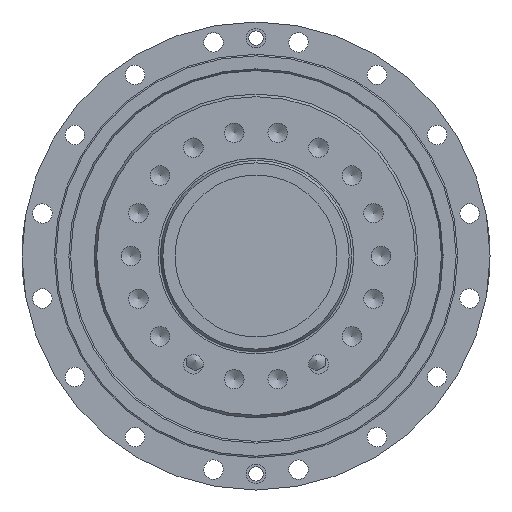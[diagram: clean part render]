
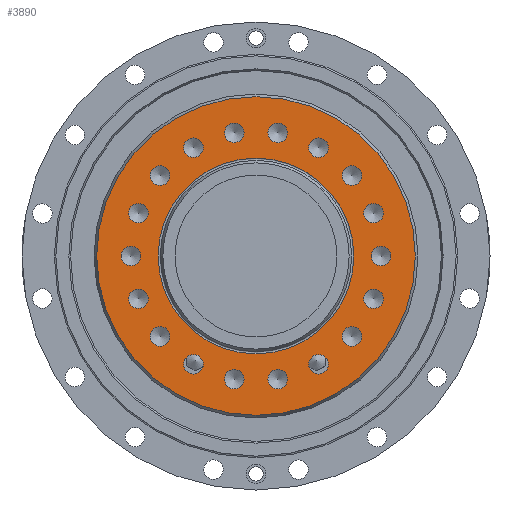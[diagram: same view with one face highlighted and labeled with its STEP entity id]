
A CAD part, left-side view. The second image highlights one B-rep face of the part: STEP entity #3890.
In plain terms, the highlighted planar face has unit normal (-1, 0, 0).
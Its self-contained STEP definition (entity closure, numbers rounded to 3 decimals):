
#81=FACE_BOUND('',#736,.T.);
#82=FACE_BOUND('',#737,.T.);
#83=FACE_BOUND('',#738,.T.);
#84=FACE_BOUND('',#739,.T.);
#85=FACE_BOUND('',#740,.T.);
#86=FACE_BOUND('',#741,.T.);
#87=FACE_BOUND('',#742,.T.);
#88=FACE_BOUND('',#743,.T.);
#89=FACE_BOUND('',#744,.T.);
#90=FACE_BOUND('',#745,.T.);
#91=FACE_BOUND('',#746,.T.);
#92=FACE_BOUND('',#747,.T.);
#93=FACE_BOUND('',#748,.T.);
#94=FACE_BOUND('',#749,.T.);
#95=FACE_BOUND('',#750,.T.);
#96=FACE_BOUND('',#751,.T.);
#97=FACE_BOUND('',#752,.T.);
#98=FACE_BOUND('',#753,.T.);
#99=FACE_BOUND('',#754,.T.);
#327=PLANE('',#4231);
#476=FACE_OUTER_BOUND('',#735,.T.);
#735=EDGE_LOOP('',(#3011));
#736=EDGE_LOOP('',(#3012));
#737=EDGE_LOOP('',(#3013));
#738=EDGE_LOOP('',(#3014));
#739=EDGE_LOOP('',(#3015));
#740=EDGE_LOOP('',(#3016));
#741=EDGE_LOOP('',(#3017));
#742=EDGE_LOOP('',(#3018));
#743=EDGE_LOOP('',(#3019));
#744=EDGE_LOOP('',(#3020));
#745=EDGE_LOOP('',(#3021));
#746=EDGE_LOOP('',(#3022));
#747=EDGE_LOOP('',(#3023));
#748=EDGE_LOOP('',(#3024));
#749=EDGE_LOOP('',(#3025));
#750=EDGE_LOOP('',(#3026));
#751=EDGE_LOOP('',(#3027));
#752=EDGE_LOOP('',(#3028));
#753=EDGE_LOOP('',(#3029));
#754=EDGE_LOOP('',(#3030));
#1492=CIRCLE('',#4230,54.134);
#1493=CIRCLE('',#4232,33.246);
#1494=CIRCLE('',#4233,3.324);
#1495=CIRCLE('',#4234,3.324);
#1496=CIRCLE('',#4235,3.324);
#1497=CIRCLE('',#4236,3.324);
#1498=CIRCLE('',#4237,3.324);
#1499=CIRCLE('',#4238,3.324);
#1500=CIRCLE('',#4239,3.324);
#1501=CIRCLE('',#4240,3.324);
#1502=CIRCLE('',#4241,3.324);
#1503=CIRCLE('',#4242,3.324);
#1504=CIRCLE('',#4243,3.324);
#1505=CIRCLE('',#4244,3.324);
#1506=CIRCLE('',#4245,3.324);
#1507=CIRCLE('',#4246,3.324);
#1508=CIRCLE('',#4247,3.324);
#1509=CIRCLE('',#4248,3.324);
#1510=CIRCLE('',#4249,3.324);
#1511=CIRCLE('',#4250,3.324);
#1807=VERTEX_POINT('',#6327);
#1808=VERTEX_POINT('',#6331);
#1809=VERTEX_POINT('',#6333);
#1810=VERTEX_POINT('',#6335);
#1811=VERTEX_POINT('',#6337);
#1812=VERTEX_POINT('',#6339);
#1813=VERTEX_POINT('',#6341);
#1814=VERTEX_POINT('',#6343);
#1815=VERTEX_POINT('',#6345);
#1816=VERTEX_POINT('',#6347);
#1817=VERTEX_POINT('',#6349);
#1818=VERTEX_POINT('',#6351);
#1819=VERTEX_POINT('',#6353);
#1820=VERTEX_POINT('',#6355);
#1821=VERTEX_POINT('',#6357);
#1822=VERTEX_POINT('',#6359);
#1823=VERTEX_POINT('',#6361);
#1824=VERTEX_POINT('',#6363);
#1825=VERTEX_POINT('',#6365);
#1826=VERTEX_POINT('',#6367);
#2239=EDGE_CURVE('',#1807,#1807,#1492,.T.);
#2241=EDGE_CURVE('',#1808,#1808,#1493,.T.);
#2242=EDGE_CURVE('',#1809,#1809,#1494,.T.);
#2243=EDGE_CURVE('',#1810,#1810,#1495,.T.);
#2244=EDGE_CURVE('',#1811,#1811,#1496,.T.);
#2245=EDGE_CURVE('',#1812,#1812,#1497,.T.);
#2246=EDGE_CURVE('',#1813,#1813,#1498,.T.);
#2247=EDGE_CURVE('',#1814,#1814,#1499,.T.);
#2248=EDGE_CURVE('',#1815,#1815,#1500,.T.);
#2249=EDGE_CURVE('',#1816,#1816,#1501,.T.);
#2250=EDGE_CURVE('',#1817,#1817,#1502,.T.);
#2251=EDGE_CURVE('',#1818,#1818,#1503,.T.);
#2252=EDGE_CURVE('',#1819,#1819,#1504,.T.);
#2253=EDGE_CURVE('',#1820,#1820,#1505,.T.);
#2254=EDGE_CURVE('',#1821,#1821,#1506,.T.);
#2255=EDGE_CURVE('',#1822,#1822,#1507,.T.);
#2256=EDGE_CURVE('',#1823,#1823,#1508,.T.);
#2257=EDGE_CURVE('',#1824,#1824,#1509,.T.);
#2258=EDGE_CURVE('',#1825,#1825,#1510,.T.);
#2259=EDGE_CURVE('',#1826,#1826,#1511,.T.);
#3011=ORIENTED_EDGE('',*,*,#2239,.F.);
#3012=ORIENTED_EDGE('',*,*,#2241,.T.);
#3013=ORIENTED_EDGE('',*,*,#2242,.T.);
#3014=ORIENTED_EDGE('',*,*,#2243,.T.);
#3015=ORIENTED_EDGE('',*,*,#2244,.T.);
#3016=ORIENTED_EDGE('',*,*,#2245,.T.);
#3017=ORIENTED_EDGE('',*,*,#2246,.T.);
#3018=ORIENTED_EDGE('',*,*,#2247,.T.);
#3019=ORIENTED_EDGE('',*,*,#2248,.T.);
#3020=ORIENTED_EDGE('',*,*,#2249,.T.);
#3021=ORIENTED_EDGE('',*,*,#2250,.T.);
#3022=ORIENTED_EDGE('',*,*,#2251,.T.);
#3023=ORIENTED_EDGE('',*,*,#2252,.T.);
#3024=ORIENTED_EDGE('',*,*,#2253,.T.);
#3025=ORIENTED_EDGE('',*,*,#2254,.T.);
#3026=ORIENTED_EDGE('',*,*,#2255,.T.);
#3027=ORIENTED_EDGE('',*,*,#2256,.T.);
#3028=ORIENTED_EDGE('',*,*,#2257,.T.);
#3029=ORIENTED_EDGE('',*,*,#2258,.T.);
#3030=ORIENTED_EDGE('',*,*,#2259,.T.);
#3890=ADVANCED_FACE('',(#476,#81,#82,#83,#84,#85,#86,#87,#88,#89,#90,#91,
#92,#93,#94,#95,#96,#97,#98,#99),#327,.F.);
#4230=AXIS2_PLACEMENT_3D('',#6328,#5023,#5024);
#4231=AXIS2_PLACEMENT_3D('',#6330,#5026,#5027);
#4232=AXIS2_PLACEMENT_3D('',#6332,#5028,#5029);
#4233=AXIS2_PLACEMENT_3D('',#6334,#5030,#5031);
#4234=AXIS2_PLACEMENT_3D('',#6336,#5032,#5033);
#4235=AXIS2_PLACEMENT_3D('',#6338,#5034,#5035);
#4236=AXIS2_PLACEMENT_3D('',#6340,#5036,#5037);
#4237=AXIS2_PLACEMENT_3D('',#6342,#5038,#5039);
#4238=AXIS2_PLACEMENT_3D('',#6344,#5040,#5041);
#4239=AXIS2_PLACEMENT_3D('',#6346,#5042,#5043);
#4240=AXIS2_PLACEMENT_3D('',#6348,#5044,#5045);
#4241=AXIS2_PLACEMENT_3D('',#6350,#5046,#5047);
#4242=AXIS2_PLACEMENT_3D('',#6352,#5048,#5049);
#4243=AXIS2_PLACEMENT_3D('',#6354,#5050,#5051);
#4244=AXIS2_PLACEMENT_3D('',#6356,#5052,#5053);
#4245=AXIS2_PLACEMENT_3D('',#6358,#5054,#5055);
#4246=AXIS2_PLACEMENT_3D('',#6360,#5056,#5057);
#4247=AXIS2_PLACEMENT_3D('',#6362,#5058,#5059);
#4248=AXIS2_PLACEMENT_3D('',#6364,#5060,#5061);
#4249=AXIS2_PLACEMENT_3D('',#6366,#5062,#5063);
#4250=AXIS2_PLACEMENT_3D('',#6368,#5064,#5065);
#5023=DIRECTION('center_axis',(1.,0.,0.));
#5024=DIRECTION('ref_axis',(0.,-1.,0.));
#5026=DIRECTION('center_axis',(1.,0.,0.));
#5027=DIRECTION('ref_axis',(0.,0.,-1.));
#5028=DIRECTION('center_axis',(1.,0.,0.));
#5029=DIRECTION('ref_axis',(0.,0.,1.));
#5030=DIRECTION('center_axis',(1.,0.,0.));
#5031=DIRECTION('ref_axis',(0.,0.,1.));
#5032=DIRECTION('center_axis',(1.,0.,0.));
#5033=DIRECTION('ref_axis',(0.,-0.342,0.94));
#5034=DIRECTION('center_axis',(1.,0.,0.));
#5035=DIRECTION('ref_axis',(0.,-0.643,0.766));
#5036=DIRECTION('center_axis',(1.,0.,0.));
#5037=DIRECTION('ref_axis',(0.,-0.866,0.5));
#5038=DIRECTION('center_axis',(1.,0.,0.));
#5039=DIRECTION('ref_axis',(0.,-0.985,0.174));
#5040=DIRECTION('center_axis',(1.,0.,0.));
#5041=DIRECTION('ref_axis',(0.,-0.985,-0.174));
#5042=DIRECTION('center_axis',(1.,0.,0.));
#5043=DIRECTION('ref_axis',(0.,-0.866,-0.5));
#5044=DIRECTION('center_axis',(1.,0.,0.));
#5045=DIRECTION('ref_axis',(0.,-0.643,-0.766));
#5046=DIRECTION('center_axis',(1.,0.,0.));
#5047=DIRECTION('ref_axis',(0.,-0.342,-0.94));
#5048=DIRECTION('center_axis',(1.,0.,0.));
#5049=DIRECTION('ref_axis',(0.,0.,-1.));
#5050=DIRECTION('center_axis',(1.,0.,0.));
#5051=DIRECTION('ref_axis',(0.,0.342,-0.94));
#5052=DIRECTION('center_axis',(1.,0.,0.));
#5053=DIRECTION('ref_axis',(0.,0.643,-0.766));
#5054=DIRECTION('center_axis',(1.,0.,0.));
#5055=DIRECTION('ref_axis',(0.,0.866,-0.5));
#5056=DIRECTION('center_axis',(1.,0.,0.));
#5057=DIRECTION('ref_axis',(0.,0.985,-0.174));
#5058=DIRECTION('center_axis',(1.,0.,0.));
#5059=DIRECTION('ref_axis',(0.,0.985,0.174));
#5060=DIRECTION('center_axis',(1.,0.,0.));
#5061=DIRECTION('ref_axis',(0.,0.866,0.5));
#5062=DIRECTION('center_axis',(1.,0.,0.));
#5063=DIRECTION('ref_axis',(0.,0.643,0.766));
#5064=DIRECTION('center_axis',(1.,0.,0.));
#5065=DIRECTION('ref_axis',(0.,0.342,0.94));
#6327=CARTESIAN_POINT('',(-54.,54.134,0.));
#6328=CARTESIAN_POINT('Origin',(-54.,0.,0.));
#6330=CARTESIAN_POINT('Origin',(-54.,0.,0.));
#6331=CARTESIAN_POINT('',(-54.,0.,-33.246));
#6332=CARTESIAN_POINT('Origin',(-54.,0.,0.));
#6333=CARTESIAN_POINT('',(-54.,42.5,-3.324));
#6334=CARTESIAN_POINT('Origin',(-54.,42.5,0.));
#6335=CARTESIAN_POINT('',(-54.,41.074,11.413));
#6336=CARTESIAN_POINT('Origin',(-54.,39.937,14.536));
#6337=CARTESIAN_POINT('',(-54.,34.693,24.773));
#6338=CARTESIAN_POINT('Origin',(-54.,32.557,27.318));
#6339=CARTESIAN_POINT('',(-54.,24.128,35.144));
#6340=CARTESIAN_POINT('Origin',(-54.,21.25,36.806));
#6341=CARTESIAN_POINT('',(-54.,10.653,41.277));
#6342=CARTESIAN_POINT('Origin',(-54.,7.38,41.854));
#6343=CARTESIAN_POINT('',(-54.,-4.107,42.431));
#6344=CARTESIAN_POINT('Origin',(-54.,-7.38,41.854));
#6345=CARTESIAN_POINT('',(-54.,-18.372,38.468));
#6346=CARTESIAN_POINT('Origin',(-54.,-21.25,36.806));
#6347=CARTESIAN_POINT('',(-54.,-30.421,29.864));
#6348=CARTESIAN_POINT('Origin',(-54.,-32.557,27.318));
#6349=CARTESIAN_POINT('',(-54.,-38.8,17.659));
#6350=CARTESIAN_POINT('Origin',(-54.,-39.937,14.536));
#6351=CARTESIAN_POINT('',(-54.,-42.5,3.324));
#6352=CARTESIAN_POINT('Origin',(-54.,-42.5,0.));
#6353=CARTESIAN_POINT('',(-54.,-41.074,-11.413));
#6354=CARTESIAN_POINT('Origin',(-54.,-39.937,-14.536));
#6355=CARTESIAN_POINT('',(-54.,-34.693,-24.773));
#6356=CARTESIAN_POINT('Origin',(-54.,-32.557,-27.318));
#6357=CARTESIAN_POINT('',(-54.,-24.128,-35.144));
#6358=CARTESIAN_POINT('Origin',(-54.,-21.25,-36.806));
#6359=CARTESIAN_POINT('',(-54.,-10.653,-41.277));
#6360=CARTESIAN_POINT('Origin',(-54.,-7.38,-41.854));
#6361=CARTESIAN_POINT('',(-54.,4.107,-42.431));
#6362=CARTESIAN_POINT('Origin',(-54.,7.38,-41.854));
#6363=CARTESIAN_POINT('',(-54.,18.372,-38.468));
#6364=CARTESIAN_POINT('Origin',(-54.,21.25,-36.806));
#6365=CARTESIAN_POINT('',(-54.,30.421,-29.864));
#6366=CARTESIAN_POINT('Origin',(-54.,32.557,-27.318));
#6367=CARTESIAN_POINT('',(-54.,38.8,-17.659));
#6368=CARTESIAN_POINT('Origin',(-54.,39.937,-14.536));
